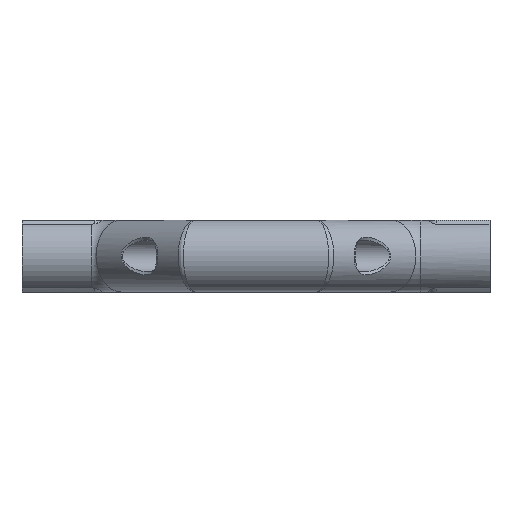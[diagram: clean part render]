
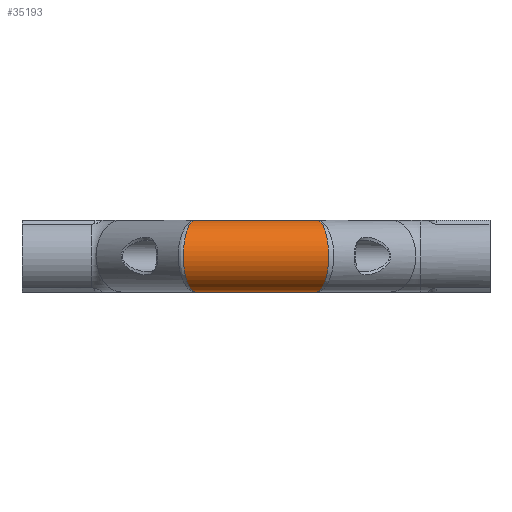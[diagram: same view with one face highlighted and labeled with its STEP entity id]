
A CAD part, front view. The second image highlights one B-rep face of the part: STEP entity #35193.
In plain terms, the highlighted cylindrical face has radius 2.5 mm (diameter 5 mm), a partial arc.
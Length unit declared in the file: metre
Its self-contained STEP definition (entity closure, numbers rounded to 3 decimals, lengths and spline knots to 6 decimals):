
#30=ELLIPSE('',#39674,0.002634,0.0025);
#33=ELLIPSE('',#39677,0.002634,0.0025);
#3836=CYLINDRICAL_SURFACE('',#39679,0.0025);
#15712=ORIENTED_EDGE('',*,*,#21137,.T.);
#15713=ORIENTED_EDGE('',*,*,#21022,.F.);
#15714=ORIENTED_EDGE('',*,*,#21140,.F.);
#15715=ORIENTED_EDGE('',*,*,#21034,.F.);
#21022=EDGE_CURVE('',#24530,#24531,#26531,.T.);
#21034=EDGE_CURVE('',#24540,#24541,#26538,.F.);
#21137=EDGE_CURVE('',#24540,#24531,#30,.F.);
#21140=EDGE_CURVE('',#24541,#24530,#33,.F.);
#24530=VERTEX_POINT('',#64893);
#24531=VERTEX_POINT('',#64895);
#24540=VERTEX_POINT('',#64928);
#24541=VERTEX_POINT('',#64930);
#26531=LINE('',#64894,#28517);
#26538=LINE('',#64929,#28524);
#28517=VECTOR('',#50108,1.);
#28524=VECTOR('',#50121,1.);
#30604=EDGE_LOOP('',(#15712,#15713,#15714,#15715));
#32658=FACE_BOUND('',#30604,.T.);
#35193=ADVANCED_FACE('',(#32658),#3836,.T.);
#39674=AXIS2_PLACEMENT_3D('',#65427,#50295,#50296);
#39677=AXIS2_PLACEMENT_3D('',#65451,#50301,#50302);
#39679=AXIS2_PLACEMENT_3D('',#65534,#50305,#50306);
#50108=DIRECTION('',(-1.,0.,0.));
#50121=DIRECTION('',(-1.,0.,0.));
#50295=DIRECTION('',(-0.949,0.315,0.));
#50296=DIRECTION('',(-0.315,-0.949,0.));
#50301=DIRECTION('',(-0.949,-0.315,0.));
#50302=DIRECTION('',(0.315,-0.949,0.));
#50305=DIRECTION('',(1.,0.,0.));
#50306=DIRECTION('',(0.,1.,0.));
#64893=CARTESIAN_POINT('',(0.014464,-0.0115,0.));
#64894=CARTESIAN_POINT('',(0.005207,-0.0115,0.));
#64895=CARTESIAN_POINT('',(0.006036,-0.0115,0.));
#64928=CARTESIAN_POINT('',(0.006036,-0.0115,0.005));
#64929=CARTESIAN_POINT('',(0.024,-0.0115,0.005));
#64930=CARTESIAN_POINT('',(0.014464,-0.0115,0.005));
#65427=CARTESIAN_POINT('',(0.006036,-0.0115,0.0025));
#65451=CARTESIAN_POINT('',(0.014464,-0.0115,0.0025));
#65534=CARTESIAN_POINT('',(0.024,-0.0115,0.0025));
